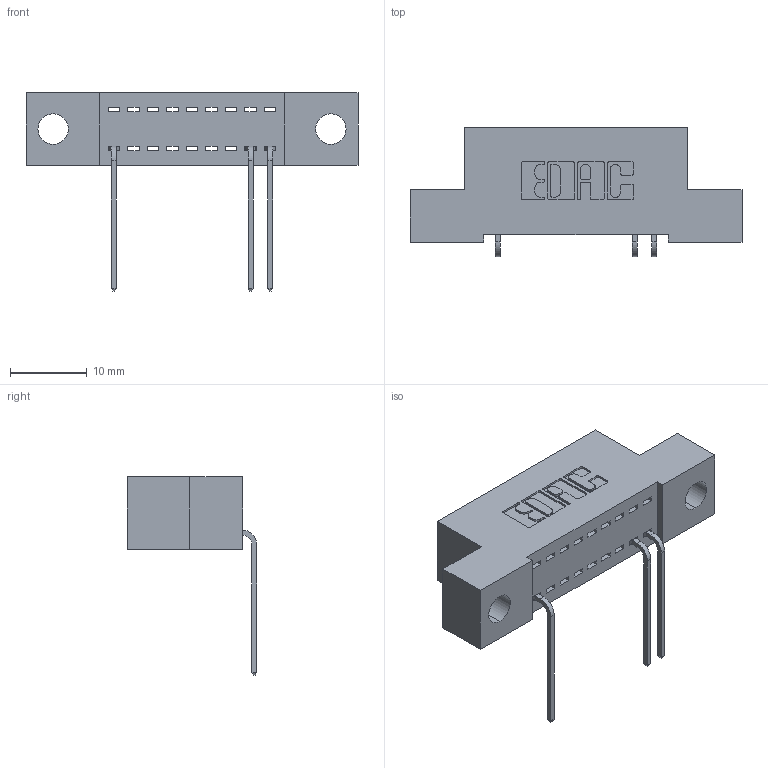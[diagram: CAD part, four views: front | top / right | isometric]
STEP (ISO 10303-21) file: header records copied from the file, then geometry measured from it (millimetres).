
FILE_DESCRIPTION (( 'STEP AP203' ), '1' );
FILE_NAME ('392-009-559-104.STEP', '2018-08-14T20:00:45', ( '' ), ( '' ), 'SwSTEP 2.0', 'SolidWorks 2016', '' );
FILE_SCHEMA (( 'CONFIG_CONTROL_DESIGN' ));
Length unit declared in the file: inch
Products named in the file (3): 342 Part_.156 TH; 345-292-001_558 559 Tail - 1; 392-009-559-104
Assembly tree (4 placements, depth 2):
  392-009-559-104
    342 Part_.156 TH
    345-292-001_558 559 Tail - 1  x3
Bounding box: 43.18 x 16.83 x 25.78 mm (x, y, z)
Volume: 3518.8 mm3; surface area: 4071.1 mm2
Topology: 4 solids, 4 shells, 362 faces, 1097 edges, 726 vertices
Faces by surface type: plane 270, cylinder 92
Entity records: 9533 total; most frequent: CARTESIAN_POINT 1683, ORIENTED_EDGE 1634, DIRECTION 1479, EDGE_CURVE 817, VECTOR 689, LINE 689, VERTEX_POINT 542, AXIS2_PLACEMENT_3D 395
